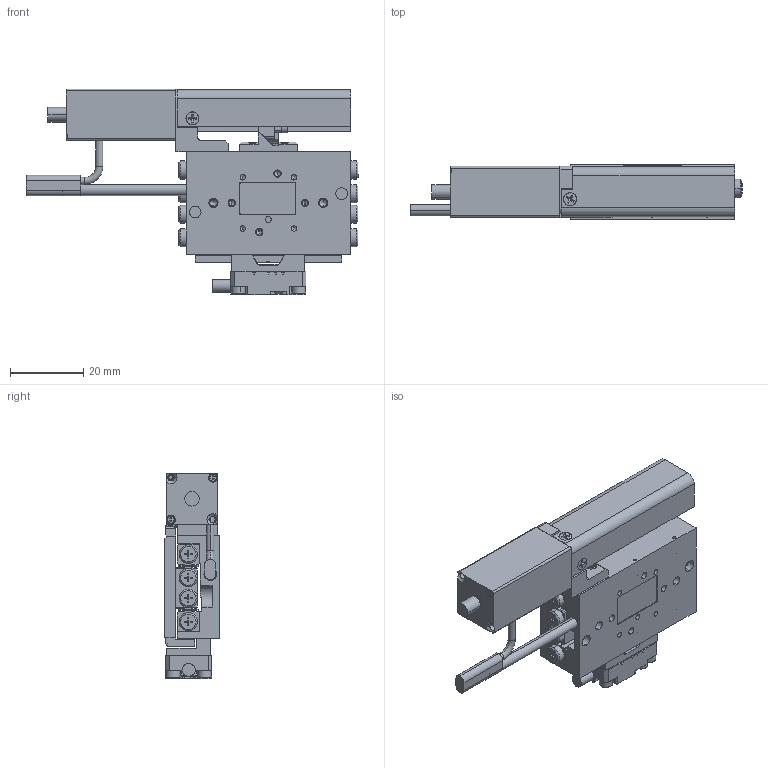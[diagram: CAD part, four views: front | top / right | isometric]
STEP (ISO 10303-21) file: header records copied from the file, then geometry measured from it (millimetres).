
FILE_DESCRIPTION (( 'STEP AP214' ), '1' );
FILE_NAME ('PPS-28-21210.STEP', '2023-08-08T16:36:26', ( '' ), ( '' ), 'SwSTEP 2.0', 'SolidWorks 2023', '' );
FILE_SCHEMA (( 'AUTOMOTIVE_DESIGN' ));
Length unit declared in the file: millimetre
Products named in the file (29): NB Slide Way SVW 2000 Cage_SVW 2045-8Z; SCREW, SHCS-F, M-DIN_M3 x 0.5 x 06mm; SCREW, MS-PFH, E-NR_1-72 x 1''8in; SCREW, SHCS-S, M-DIN_M1.6 x 0.35 x 03mm; 431420 PPS-20, Encoder Bracket, Renishaw Atom, RKLF, Tape Scale; SSCZS-M2.5-8; SCREW, MS-PPH, M-JCIS_M1.6 x 0.35 x 4mm; 130161 Bearing, NB, Slide Way, SVW 2000_SVW 2045-8Z (Rigid at Center); NB Slide Way SVW 2000 Center Way_SVW 2045; 110182 Sanyo motor 14mm_shortened shaft; PPS-28, Base, Master Part_L45, No Ears ; PPS-28, Carriage, Master Part_45; PPS-20, Scale Bracket, Renishaw Atom, RCLC, RKLF, Master Part_40mm; 430718 PPS-28 Leadscrew Nut Bracket, Sanyo Motor; 430438 PPS 28, Back Cover, NJ8x13; PPS-28-21210; Dowel Pin, M-DIN_M01 x 004; 110212 Encoder Head, Renishaw Atom, Atmospheric_Demo; 130221 Leadscrew Nut, PPS-20SM, Kozak M3x0.2mm; SCREW, MS-PPH, M-JCIS_M2.5 x 0.45 x 6mm; Set Screw, Cup-H, E-ASME_E1-72 x 1''16; Screw, SHCS-S, M-DIN._M1.6 x 0.35 x 06mm; 430717 PPS-28 Stepper Motor Bracket, Sanyo Motor; SCREW, SHCS-S, M-DIN_M2 x 0.4 x 06mm; NB Slide Way SVW 2000 Rail_SVW 2045; SCREW, MS-PPH, M-JCIS_M1.6 x 0.35 x 5mm; Limit Switch and Motor Cable; 430719 PPS-20 & 28 Leadscrew Cover, Sanyo Motor_PPS-28, 45mm; 130221 Leadscrew, Standard Shaft, M3x0.2_44mm
Assembly tree (47 placements, depth 3):
  PPS-28-21210
    PPS-28, Base, Master Part_L45, No Ears 
    430438 PPS 28, Back Cover, NJ8x13
    PPS-28, Carriage, Master Part_45
    SCREW, SHCS-F, M-DIN_M3 x 0.5 x 06mm  x3
    130161 Bearing, NB, Slide Way, SVW 2000_SVW 2045-8Z (Rigid at Center)
      NB Slide Way SVW 2000 Rail_SVW 2045  x2
      NB Slide Way SVW 2000 Center Way_SVW 2045
      NB Slide Way SVW 2000 Cage_SVW 2045-8Z  x2
    SCREW, MS-PPH, M-JCIS_M2.5 x 0.45 x 6mm  x3
    Set Screw, Cup-H, E-ASME_E1-72 x 1''16  x3
    130221 Leadscrew Nut, PPS-20SM, Kozak M3x0.2mm
    130221 Leadscrew, Standard Shaft, M3x0.2_44mm
    430719 PPS-20 & 28 Leadscrew Cover, Sanyo Motor_PPS-28, 45mm
    SCREW, MS-PFH, E-NR_1-72 x 1''8in  x3
    SCREW, MS-PPH, M-JCIS_M1.6 x 0.35 x 5mm  x2
    430717 PPS-28 Stepper Motor Bracket, Sanyo Motor
    110182 Sanyo motor 14mm_shortened shaft
    430718 PPS-28 Leadscrew Nut Bracket, Sanyo Motor
    SCREW, SHCS-S, M-DIN_M1.6 x 0.35 x 03mm  x2
    110212 Encoder Head, Renishaw Atom, Atmospheric_Demo
    431420 PPS-20, Encoder Bracket, Renishaw Atom, RKLF, Tape Scale
    PPS-20, Scale Bracket, Renishaw Atom, RCLC, RKLF, Master Part_40mm
    Dowel Pin, M-DIN_M01 x 004  x2
    Screw, SHCS-S, M-DIN._M1.6 x 0.35 x 06mm  x2
    SCREW, MS-PPH, M-JCIS_M1.6 x 0.35 x 4mm  x2
    SCREW, SHCS-S, M-DIN_M2 x 0.4 x 06mm  x3
    SSCZS-M2.5-8  x3
    Limit Switch and Motor Cable
Bounding box: 90.75 x 15 x 56.25 mm (x, y, z)
Volume: 27935.9 mm3; surface area: 28145.9 mm2
Topology: 48 solids, 48 shells, 2063 faces, 5236 edges, 3281 vertices
Faces by surface type: plane 975, cylinder 650, cone 288, torus 106, bspline 38, sphere 6
Entity records: 47814 total; most frequent: CARTESIAN_POINT 10698, ORIENTED_EDGE 7546, DIRECTION 7475, EDGE_CURVE 3773, AXIS2_PLACEMENT_3D 2614, VERTEX_POINT 2434, VECTOR 2247, LINE 2247
